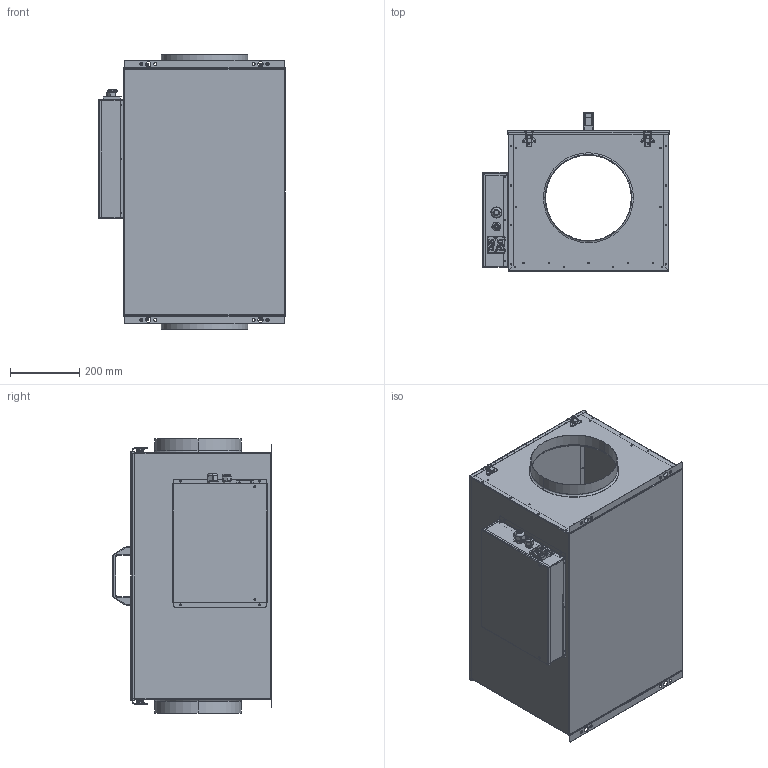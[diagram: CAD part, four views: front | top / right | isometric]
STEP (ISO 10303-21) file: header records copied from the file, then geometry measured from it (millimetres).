
FILE_DESCRIPTION (( 'STEP AP203' ), '1' );
FILE_NAME ('153376-00_FFH250EC20_step.step', '2020-01-28T15:17:57', ( '' ), ( '' ), 'SwSTEP 2.0', 'SolidWorks 2017', '' );
FILE_SCHEMA (( 'CONFIG_CONTROL_DESIGN' ));
Length unit declared in the file: millimetre
Products named in the file (1): 153376-00_FFH250EC20_step
Bounding box: 537.6 x 457.8 x 790 mm (x, y, z)
Surface area: 3639849.7 mm2 (no closed solid volume)
Topology: 0 solids, 66 shells, 843 faces, 3053 edges, 2213 vertices
Faces by surface type: cylinder 458, plane 260, bspline 78, torus 32, cone 15
Entity records: 35451 total; most frequent: CARTESIAN_POINT 8647, DIRECTION 5956, ORIENTED_EDGE 4674, EDGE_CURVE 3053, AXIS2_PLACEMENT_3D 2274, VERTEX_POINT 2213, CIRCLE 1508, LINE 1408
